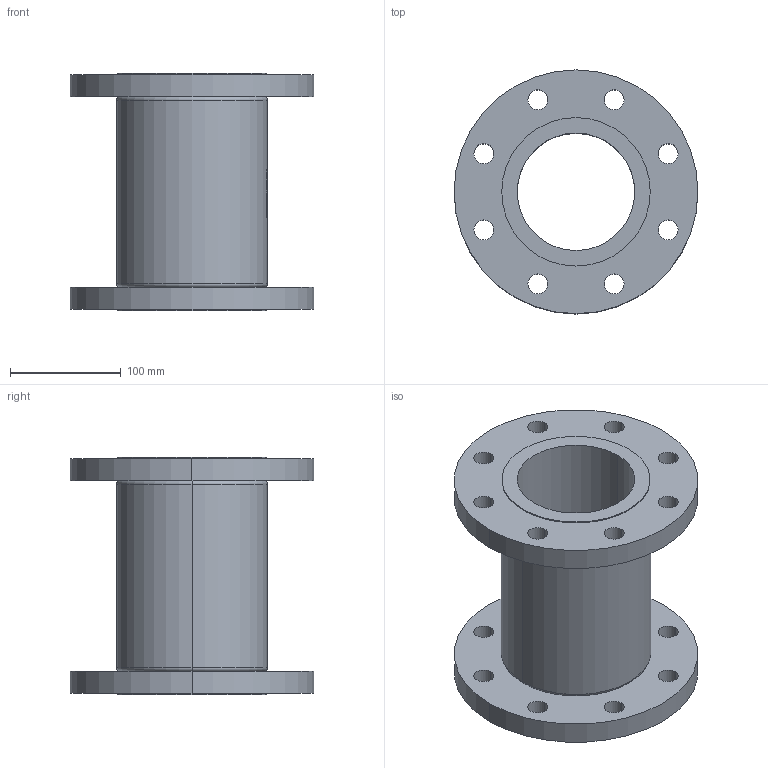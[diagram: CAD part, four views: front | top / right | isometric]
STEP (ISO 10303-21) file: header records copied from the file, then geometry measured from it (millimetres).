
FILE_DESCRIPTION (( 'STEP AP214' ), '1' );
FILE_NAME ('7150000_DN100_PN16_51422084.STEP', '2022-02-02T09:23:25', ( 'axxx' ), ( 'Hewlett-Packard Company' ), 'SwSTEP 2.0', 'SolidWorks 2019', '' );
FILE_SCHEMA (( 'AUTOMOTIVE_DESIGN' ));
Length unit declared in the file: millimetre
Products named in the file (1): 7150000_DN100_PN16_51422084
Bounding box: 220 x 220 x 214 mm (x, y, z)
Volume: 2068221.7 mm3; surface area: 293491.1 mm2
Topology: 1 solids, 1 shells, 539 faces, 1403 edges, 934 vertices
Faces by surface type: plane 250, bspline 219, cylinder 66, torus 4
Entity records: 29051 total; most frequent: CARTESIAN_POINT 17188, ORIENTED_EDGE 2806, DIRECTION 1723, EDGE_CURVE 1403, VERTEX_POINT 934, LINE 759, VECTOR 759, EDGE_LOOP 641
